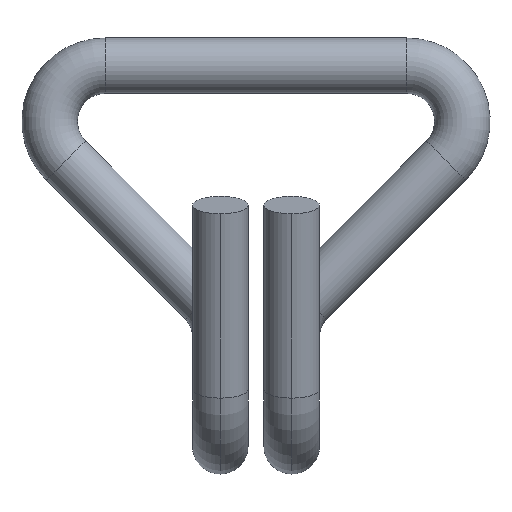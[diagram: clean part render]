
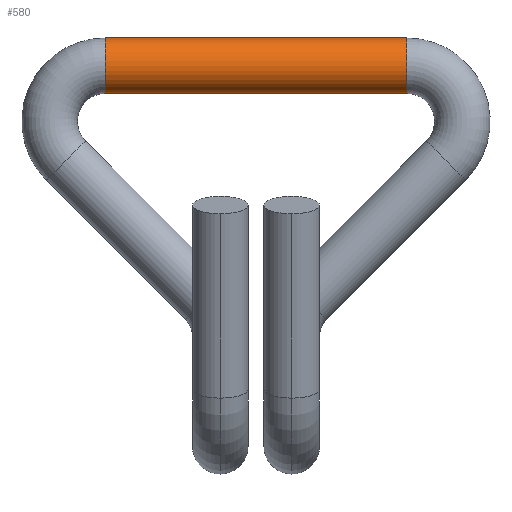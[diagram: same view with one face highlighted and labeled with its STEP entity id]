
A CAD part, top view. The second image highlights one B-rep face of the part: STEP entity #580.
In plain terms, the highlighted cylindrical face has radius 3.5 mm (diameter 7 mm), a partial arc.
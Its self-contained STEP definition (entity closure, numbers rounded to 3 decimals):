
#11 = VERTEX_POINT ( 'NONE', #217 ) ;
#12 = VERTEX_POINT ( 'NONE', #218 ) ;
#32 = LINE ( 'NONE', #33, #289 ) ;
#33 = CARTESIAN_POINT ( 'NONE',  ( 19., -3.5, 0. ) ) ;
#34 = DIRECTION ( 'NONE',  ( -1., 0., 0. ) ) ;
#131 = FACE_OUTER_BOUND ( 'NONE', #713, .T. ) ;
#173 = CARTESIAN_POINT ( 'NONE',  ( -19., 0., 0. ) ) ;
#174 = DIRECTION ( 'NONE',  ( 1., 0., 0. ) ) ;
#175 = DIRECTION ( 'NONE',  ( 0., 0., -1. ) ) ;
#217 = CARTESIAN_POINT ( 'NONE',  ( 19., -3.5, 0. ) ) ;
#218 = CARTESIAN_POINT ( 'NONE',  ( 19., 3.5, 0. ) ) ;
#229 = CARTESIAN_POINT ( 'NONE',  ( -19., 3.5, 0. ) ) ;
#231 = CARTESIAN_POINT ( 'NONE',  ( -19., -3.5, 0. ) ) ;
#289 = VECTOR ( 'NONE', #34, 1000. ) ;
#293 = VECTOR ( 'NONE', #804, 1000. ) ;
#315 = CARTESIAN_POINT ( 'NONE',  ( 19., 0., 0. ) ) ;
#316 = DIRECTION ( 'NONE',  ( -1., 0., 0. ) ) ;
#317 = DIRECTION ( 'NONE',  ( 0., -1., 0. ) ) ;
#336 = ORIENTED_EDGE ( 'NONE', *, *, #544, .T. ) ;
#338 = ORIENTED_EDGE ( 'NONE', *, *, #610, .F. ) ;
#340 = ORIENTED_EDGE ( 'NONE', *, *, #592, .T. ) ;
#400 = VERTEX_POINT ( 'NONE', #229 ) ;
#402 = VERTEX_POINT ( 'NONE', #231 ) ;
#477 = ORIENTED_EDGE ( 'NONE', *, *, #599, .F. ) ;
#544 = EDGE_CURVE ( 'NONE', #400, #402, #619, .T. ) ;
#580 = ADVANCED_FACE ( 'NONE', ( #131 ), #674, .T. ) ;
#592 = EDGE_CURVE ( 'NONE', #12, #400, #802, .T. ) ;
#599 = EDGE_CURVE ( 'NONE', #12, #11, #600, .T. ) ;
#600 = CIRCLE ( 'NONE', #696, 3.5 ) ;
#610 = EDGE_CURVE ( 'NONE', #11, #402, #32, .T. ) ;
#619 = CIRCLE ( 'NONE', #780, 3.5 ) ;
#674 = CYLINDRICAL_SURFACE ( 'NONE', #675, 3.5 ) ;
#675 = AXIS2_PLACEMENT_3D ( 'NONE', #315, #316, #317 ) ;
#696 = AXIS2_PLACEMENT_3D ( 'NONE', #813, #814, #815 ) ;
#713 = EDGE_LOOP ( 'NONE', ( #477, #340, #336, #338 ) ) ;
#780 = AXIS2_PLACEMENT_3D ( 'NONE', #173, #174, #175 ) ;
#802 = LINE ( 'NONE', #803, #293 ) ;
#803 = CARTESIAN_POINT ( 'NONE',  ( 19., 3.5, 0. ) ) ;
#804 = DIRECTION ( 'NONE',  ( -1., 0., 0. ) ) ;
#813 = CARTESIAN_POINT ( 'NONE',  ( 19., 0., 0. ) ) ;
#814 = DIRECTION ( 'NONE',  ( 1., 0., 0. ) ) ;
#815 = DIRECTION ( 'NONE',  ( 0., 0., -1. ) ) ;
